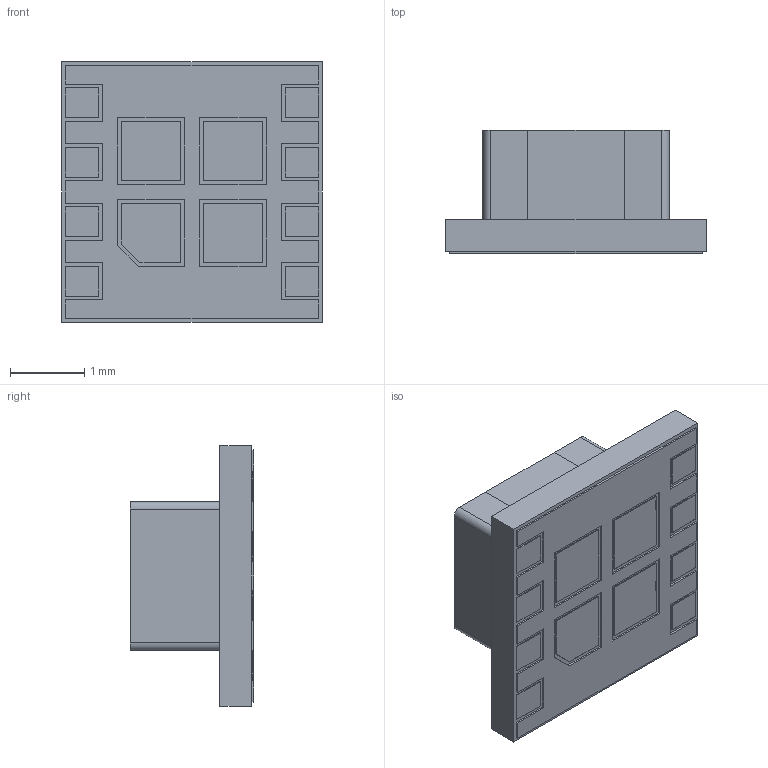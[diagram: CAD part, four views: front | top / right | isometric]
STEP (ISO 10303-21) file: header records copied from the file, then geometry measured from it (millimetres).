
FILE_DESCRIPTION((''),'2;1');
FILE_NAME('SIL0008F_ASM','2014-06-17T',('a0412025'),(''),'PRO/ENGINEER BY PARAMETRIC TECHNOLOGY CORPORATION, 2011490','PRO/ENGINEER BY PARAMETRIC TECHNOLOGY CORPORATION, 2011490','');
FILE_SCHEMA(('AUTOMOTIVE_DESIGN_CC2 { 1 2 10303 214 -1 1 5 2 }'));
Length unit declared in the file: millimetre
Products named in the file (7): SOLDERMASK-SIP; METAL-SIL0008F; SUBSTRATE-SIP; INDUCTOR-BODY-MLV; INDUCTOR-TERMNL-MLV; INDUCTOR-MLV-YT12_ASM; SIL0008F_ASM
Assembly tree (7 placements, depth 3):
  SIL0008F_ASM
    SOLDERMASK-SIP
    METAL-SIL0008F
    SUBSTRATE-SIP
    INDUCTOR-MLV-YT12_ASM
      INDUCTOR-BODY-MLV
      INDUCTOR-TERMNL-MLV  x2
Bounding box: 3.5 x 1.66 x 3.5 mm (x, y, z)
Volume: 11.5 mm3; surface area: 82.5 mm2
Topology: 17 solids, 17 shells, 156 faces, 366 edges, 244 vertices
Faces by surface type: plane 152, cylinder 4
Entity records: 5508 total; most frequent: CARTESIAN_POINT 745, ORIENTED_EDGE 696, DIRECTION 682, PRESENTATION_STYLE_ASSIGNMENT 364, STYLED_ITEM 364, CURVE_STYLE 348, EDGE_CURVE 348, VECTOR 344
